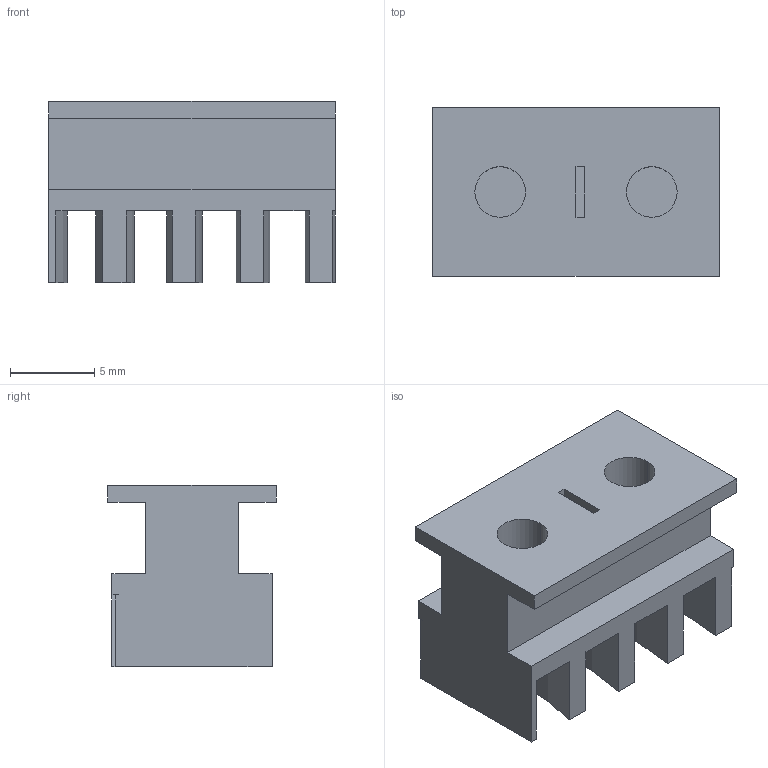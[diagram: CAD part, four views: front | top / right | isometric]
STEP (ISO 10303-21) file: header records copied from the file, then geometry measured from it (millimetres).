
FILE_DESCRIPTION (( 'STEP AP214' ), '1' );
FILE_NAME ('Crémaillère 1.STEP', '2022-12-20T10:13:33', ( '' ), ( '' ), 'SwSTEP 2.0', 'SolidWorks 2017', '' );
FILE_SCHEMA (( 'AUTOMOTIVE_DESIGN' ));
Length unit declared in the file: millimetre
Products named in the file (1): Cr幦aill鋨e 1
Bounding box: 17 x 10 x 10.75 mm (x, y, z)
Volume: 968.8 mm3; surface area: 1311.8 mm2
Topology: 1 solids, 1 shells, 45 faces, 120 edges, 80 vertices
Faces by surface type: plane 31, bspline 10, cylinder 4
Entity records: 1532 total; most frequent: CARTESIAN_POINT 432, ORIENTED_EDGE 240, DIRECTION 180, EDGE_CURVE 120, LINE 92, VECTOR 92, VERTEX_POINT 80, EDGE_LOOP 48
